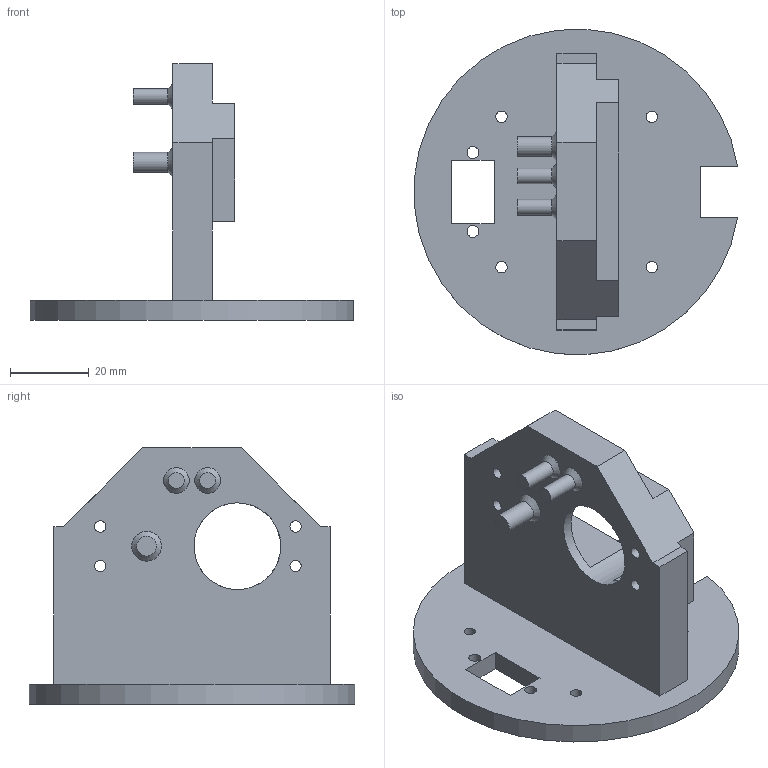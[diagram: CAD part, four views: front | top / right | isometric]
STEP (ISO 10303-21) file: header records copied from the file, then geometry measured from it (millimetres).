
FILE_DESCRIPTION(/* description */ ('STEP AP242 Edition 2','CAx-IF Rec.Pracs.---Representation and Presentation of Product Manufacturing Information (PMI)---4.0---2014-10-13','CAx-IF Rec.Pracs.---3D Tessellated Geometry---0.4---2014-09-14','2;1','CAx-IF Rec.Pracs.---User Defined Attributes---1.5---2016-08-15'),/* implementation_level */ '2;1');
FILE_NAME(/* name */ '6959d3331df1aa22cff66db4',/* time_stamp */ '2026-01-04T02:40:51Z',/* author */ (''),/* organization */ (''),/* preprocessor_version */ 'ST-DEVELOPER v20',/* originating_system */ 'ONSHAPE BY PTC INC, 1.208',/* authorisation */ ' ');
FILE_SCHEMA (('AP242_MANAGED_MODEL_BASED_3D_ENGINEERING_MIM_LF { 1 0 10303 442 3 1 4 }'));
Length unit declared in the file: metre
Products named in the file (1): MotorMount
Bounding box: 81.91 x 82.44 x 65.08 mm (x, y, z)
Volume: 60417.5 mm3; surface area: 23380.4 mm2
Topology: 1 solids, 1 shells, 63 faces, 168 edges, 111 vertices
Faces by surface type: plane 45, cylinder 15, cone 3
Full cylindrical faces by diameter (mm): 2.85 x8, 3 x2, 4 x2, 5 x1, 22 x1
Entity records: 1934 total; most frequent: CARTESIAN_POINT 324, DIRECTION 318, ORIENTED_EDGE 300, EDGE_CURVE 150, LINE 110, VECTOR 110, VERTEX_POINT 110, EDGE_LOOP 108
